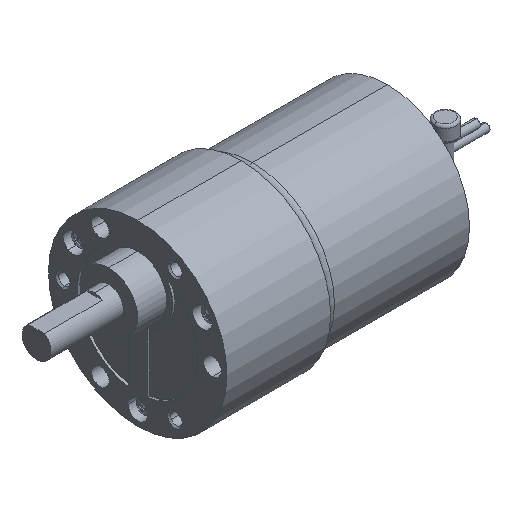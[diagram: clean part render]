
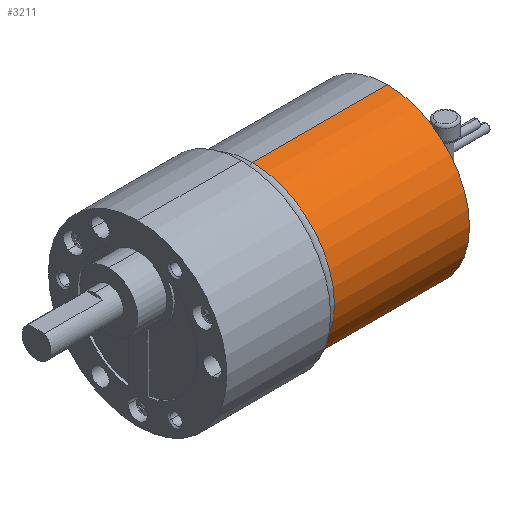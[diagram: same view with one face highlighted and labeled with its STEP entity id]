
A CAD part, isometric view. The second image highlights one B-rep face of the part: STEP entity #3211.
In plain terms, the highlighted cylindrical face has radius 17 mm (diameter 34 mm), a partial arc.
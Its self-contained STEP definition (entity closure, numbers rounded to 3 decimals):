
#2970=CARTESIAN_POINT('POINT15379',(23.8,0.,
   10.));
#2971=VERTEX_POINT('VERTEX15379',#2970);
#2980=CARTESIAN_POINT('POINT15380',(23.8,0.,
   -24.));
#2981=VERTEX_POINT('VERTEX15380',#2980);
#2989=CARTESIAN_POINT('POS22073',(23.8,0.,-7.));
#2990=DIRECTION('DIR34512',(-1.,0.,0.));
#2991=DIRECTION('DIR34513',(0.,0.,1.));
#2992=AXIS2_PLACEMENT_3D('AXIS12440',#2989,#2990,#2991);
#2993=CIRCLE('ELLIPSE6065',#2992,17.);
#2994=EDGE_CURVE('EDGE24838',#2981,#2971,#2993,.T.);
#3180=CARTESIAN_POINT('POINT15392',(51.8,0.,
   10.));
#3181=VERTEX_POINT('VERTEX15392',#3180);
#3182=CARTESIAN_POINT('POS22093',(37.8,0.,
   10.));
#3183=DIRECTION('DIR34550',(-1.,0.,0.));
#3184=VECTOR('VEC9636',#3183,1.);
#3185=LINE('STRAIGHT9636',#3182,#3184);
#3186=EDGE_CURVE('EDGE24856',#3181,#2971,#3185,.T.);
#3187=ORIENTED_EDGE('COEDGE49731',*,*,#3186,.T.);
#3188=ORIENTED_EDGE('COEDGE49732',*,*,#2994,.F.);
#3189=CARTESIAN_POINT('POINT15393',(51.8,0.,
   -24.));
#3190=VERTEX_POINT('VERTEX15393',#3189);
#3191=CARTESIAN_POINT('POS22094',(37.8,0.,
   -24.));
#3192=DIRECTION('DIR34551',(1.,0.,0.));
#3193=VECTOR('VEC9637',#3192,1.);
#3194=LINE('STRAIGHT9637',#3191,#3193);
#3195=EDGE_CURVE('EDGE24857',#2981,#3190,#3194,.T.);
#3196=ORIENTED_EDGE('COEDGE49733',*,*,#3195,.T.);
#3197=CARTESIAN_POINT('POS22095',(51.8,0.,-7.));
#3198=DIRECTION('DIR34552',(-1.,0.,0.));
#3199=DIRECTION('DIR34553',(0.,0.,1.));
#3200=AXIS2_PLACEMENT_3D('AXIS12458',#3197,#3198,#3199);
#3201=CIRCLE('ELLIPSE6078',#3200,17.);
#3202=EDGE_CURVE('EDGE24858',#3190,#3181,#3201,.T.);
#3203=ORIENTED_EDGE('COEDGE49734',*,*,#3202,.T.);
#3204=EDGE_LOOP('NONE',(#3187,#3188,#3196,#3203));
#3205=FACE_BOUND('LOOP1',#3204,.T.);
#3206=CARTESIAN_POINT('POS22096',(37.8,0.,-7.));
#3207=DIRECTION('DIR34554',(-1.,0.,0.));
#3208=DIRECTION('DIR34555',(0.,0.,1.));
#3209=AXIS2_PLACEMENT_3D('AXIS12459',#3206,#3207,#3208);
#3210=CYLINDRICAL_SURFACE('CONE_SURF2438',#3209,17.);
#3211=ADVANCED_FACE('FACE11110',(#3205),#3210,.T.);
